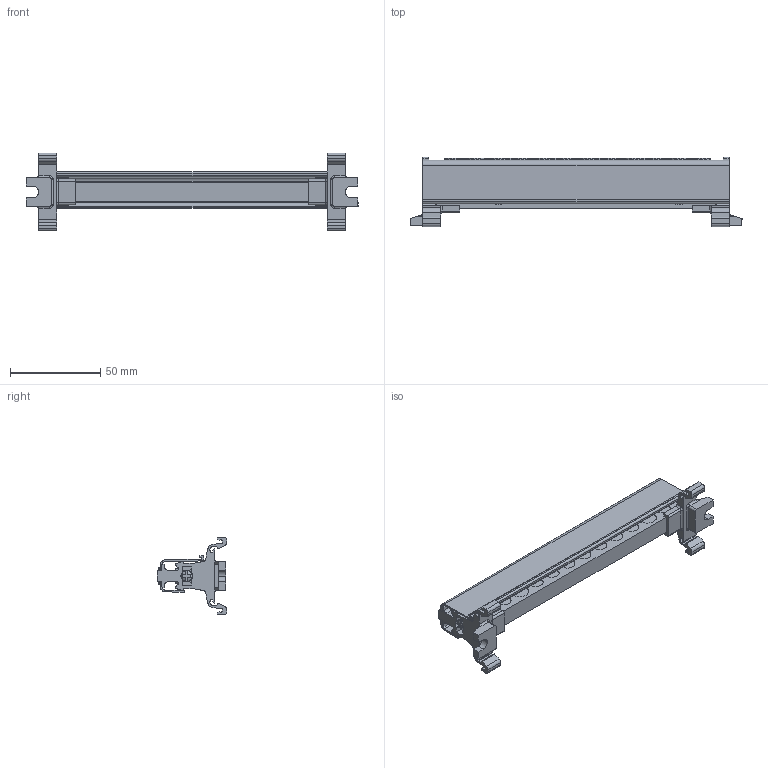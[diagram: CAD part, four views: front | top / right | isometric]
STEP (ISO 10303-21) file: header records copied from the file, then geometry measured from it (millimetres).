
FILE_DESCRIPTION (( 'STEP AP203' ), '1' );
FILE_NAME ('10x15 Tek Kutuplu Daðýtýcý Ünite - 12 Delikli.STEP', '2018-12-07T13:04:38', ( '' ), ( '' ), 'SwSTEP 2.0', 'SolidWorks 2011', '' );
FILE_SCHEMA (( 'CONFIG_CONTROL_DESIGN' ));
Length unit declared in the file: millimetre
Products named in the file (1): 10x15 Tek Kutuplu Daðýtýcý Ünite - 12 Delikli
Bounding box: 184 x 38.38 x 43.2 mm (x, y, z)
Volume: 43838.3 mm3; surface area: 36770.5 mm2
Topology: 1 solids, 4 shells, 1019 faces, 2780 edges, 1796 vertices
Faces by surface type: plane 524, cylinder 247, bspline 92, cone 84, torus 72
Entity records: 35497 total; most frequent: CARTESIAN_POINT 9990, ORIENTED_EDGE 5560, DIRECTION 5070, EDGE_CURVE 2780, VERTEX_POINT 1796, AXIS2_PLACEMENT_3D 1740, VECTOR 1590, LINE 1590
